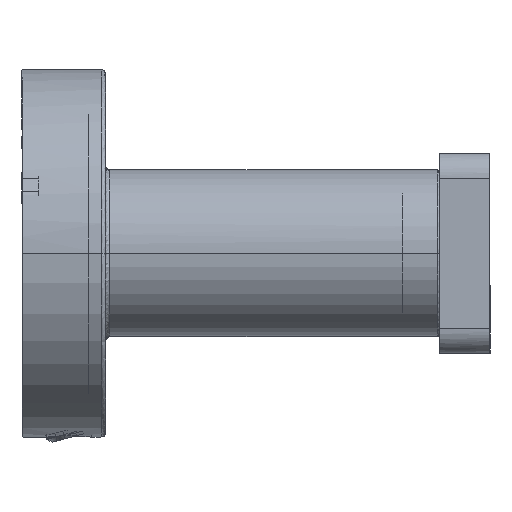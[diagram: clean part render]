
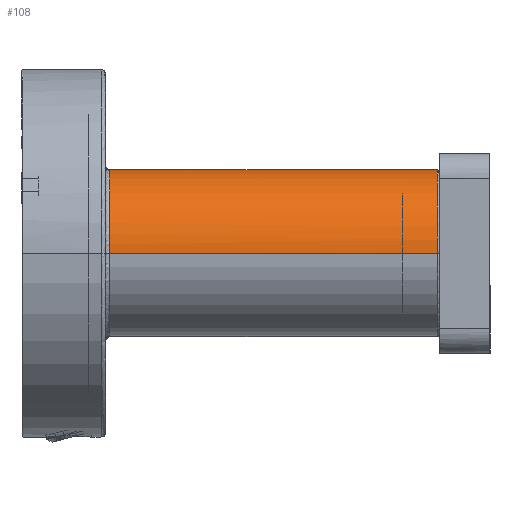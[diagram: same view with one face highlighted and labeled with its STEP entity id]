
A CAD part, left-side view. The second image highlights one B-rep face of the part: STEP entity #108.
In plain terms, the highlighted cylindrical face has radius 10 mm (diameter 20 mm), a partial arc.
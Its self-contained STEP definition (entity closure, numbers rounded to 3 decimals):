
#108=ADVANCED_FACE('',(#273),#2731,.T.);
#273=FACE_OUTER_BOUND('',#442,.T.);
#442=EDGE_LOOP('',(#684,#685,#686,#687));
#684=ORIENTED_EDGE('',*,*,#1475,.T.);
#685=ORIENTED_EDGE('',*,*,#1476,.T.);
#686=ORIENTED_EDGE('',*,*,#1477,.T.);
#687=ORIENTED_EDGE('',*,*,#1478,.T.);
#1475=EDGE_CURVE('',#2439,#2440,#1940,.T.);
#1476=EDGE_CURVE('',#2440,#2436,#2107,.T.);
#1477=EDGE_CURVE('',#2436,#2435,#1941,.T.);
#1478=EDGE_CURVE('',#2435,#2439,#2108,.T.);
#1940=(
BOUNDED_CURVE()
B_SPLINE_CURVE(2,(#4112,#4113,#4114,#4115,#4116),.UNSPECIFIED.,.F.,.F.)
B_SPLINE_CURVE_WITH_KNOTS((3,2,3),(0.,15.708,31.416),
 .UNSPECIFIED.)
CURVE()
GEOMETRIC_REPRESENTATION_ITEM()
RATIONAL_B_SPLINE_CURVE((1.,0.707,1.,0.707,1.))
REPRESENTATION_ITEM('')
);
#1941=(
BOUNDED_CURVE()
B_SPLINE_CURVE(2,(#4119,#4120,#4121,#4122,#4123),.UNSPECIFIED.,.F.,.F.)
B_SPLINE_CURVE_WITH_KNOTS((3,2,3),(0.,15.708,31.416),
 .UNSPECIFIED.)
CURVE()
GEOMETRIC_REPRESENTATION_ITEM()
RATIONAL_B_SPLINE_CURVE((1.,0.707,1.,0.707,1.))
REPRESENTATION_ITEM('')
);
#2107=B_SPLINE_CURVE_WITH_KNOTS('',1,(#4117,#4118),.UNSPECIFIED.,.F.,.F.,
(2,2),(0.,39.2),.UNSPECIFIED.);
#2108=B_SPLINE_CURVE_WITH_KNOTS('',1,(#4124,#4125),.UNSPECIFIED.,.F.,.F.,
(2,2),(0.,39.2),.UNSPECIFIED.);
#2435=VERTEX_POINT('',#4012);
#2436=VERTEX_POINT('',#4013);
#2439=VERTEX_POINT('',#4016);
#2440=VERTEX_POINT('',#4017);
#2731=CYLINDRICAL_SURFACE('',#2907,10.);
#2907=AXIS2_PLACEMENT_3D('',#3477,#3042,$);
#3042=DIRECTION('',(0.,0.,-1.));
#3477=CARTESIAN_POINT('',(-400.,0.,-22.9));
#4012=CARTESIAN_POINT('',(-410.,0.,-42.5));
#4013=CARTESIAN_POINT('',(-390.,0.,-42.5));
#4016=CARTESIAN_POINT('',(-410.,0.,-3.3));
#4017=CARTESIAN_POINT('',(-390.,0.,-3.3));
#4112=CARTESIAN_POINT('',(-410.,0.,-3.3));
#4113=CARTESIAN_POINT('',(-410.,10.,-3.3));
#4114=CARTESIAN_POINT('',(-400.,10.,-3.3));
#4115=CARTESIAN_POINT('',(-390.,10.,-3.3));
#4116=CARTESIAN_POINT('',(-390.,0.,-3.3));
#4117=CARTESIAN_POINT('',(-390.,0.,-3.3));
#4118=CARTESIAN_POINT('',(-390.,0.,-42.5));
#4119=CARTESIAN_POINT('',(-390.,0.,-42.5));
#4120=CARTESIAN_POINT('',(-390.,10.,-42.5));
#4121=CARTESIAN_POINT('',(-400.,10.,-42.5));
#4122=CARTESIAN_POINT('',(-410.,10.,-42.5));
#4123=CARTESIAN_POINT('',(-410.,0.,-42.5));
#4124=CARTESIAN_POINT('',(-410.,0.,-42.5));
#4125=CARTESIAN_POINT('',(-410.,0.,-3.3));
